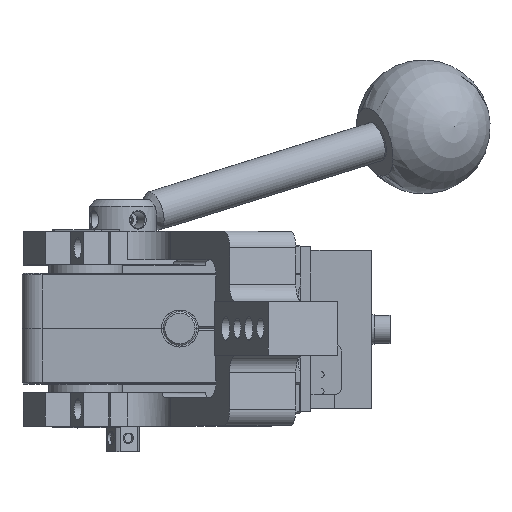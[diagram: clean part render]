
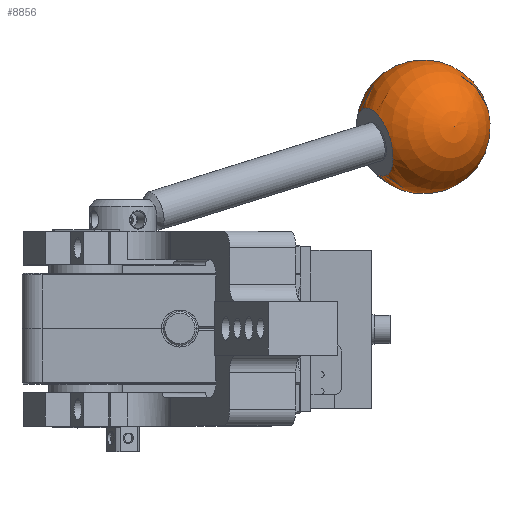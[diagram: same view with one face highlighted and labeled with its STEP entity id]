
A CAD part, top view. The second image highlights one B-rep face of the part: STEP entity #8856.
In plain terms, the highlighted spherical face has radius 20 mm.
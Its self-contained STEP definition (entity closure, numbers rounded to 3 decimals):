
#232 = VERTEX_POINT ( 'NONE', #12143 ) ;
#2125 = CIRCLE ( 'NONE', #5331, 10.536 ) ;
#2773 = FACE_OUTER_BOUND ( 'NONE', #23227, .T. ) ;
#3979 = EDGE_CURVE ( 'NONE', #232, #232, #2125, .T. ) ;
#5331 = AXIS2_PLACEMENT_3D ( 'NONE', #9589, #13629, #21287 ) ;
#6380 = SPHERICAL_SURFACE ( 'NONE', #18994, 20. ) ;
#8856 = ADVANCED_FACE ( 'NONE', ( #2773 ), #6380, .T. ) ;
#9589 = CARTESIAN_POINT ( 'NONE',  ( 177.707, 210.013, 89.579 ) ) ;
#11665 = ORIENTED_EDGE ( 'NONE', *, *, #3979, .F. ) ;
#12143 = CARTESIAN_POINT ( 'NONE',  ( 177.707, 220.165, 86.764 ) ) ;
#12162 = CARTESIAN_POINT ( 'NONE',  ( 177.707, 214.556, 105.961 ) ) ;
#13629 = DIRECTION ( 'NONE',  ( 0., -0.267, -0.964 ) ) ;
#14187 = DIRECTION ( 'NONE',  ( 0., -0.964, 0.267 ) ) ;
#18994 = AXIS2_PLACEMENT_3D ( 'NONE', #12162, #22195, #14187 ) ;
#21287 = DIRECTION ( 'NONE',  ( 0., 0.964, -0.267 ) ) ;
#22195 = DIRECTION ( 'NONE',  ( -1., 0., 0. ) ) ;
#23227 = EDGE_LOOP ( 'NONE', ( #11665 ) ) ;
